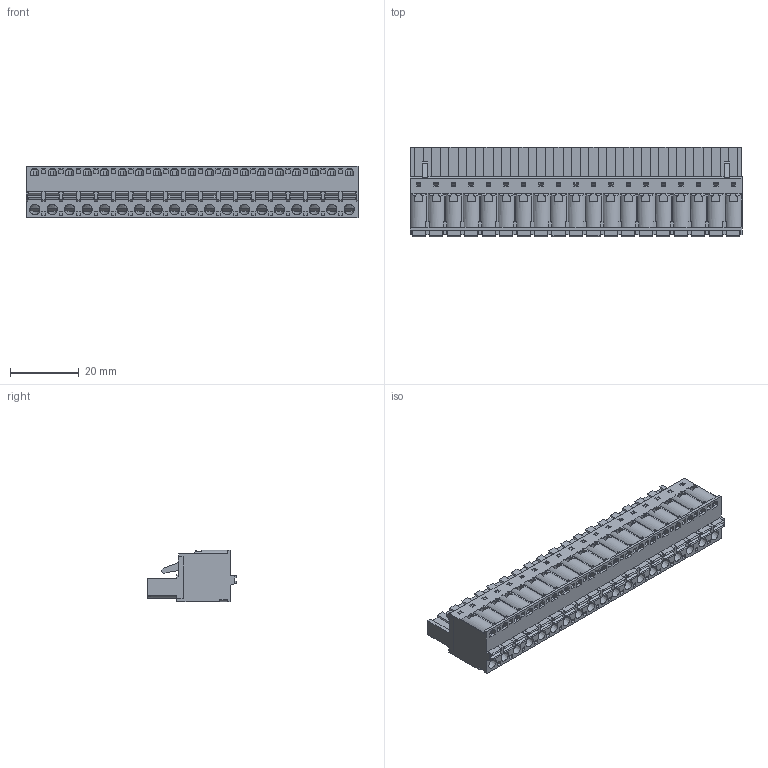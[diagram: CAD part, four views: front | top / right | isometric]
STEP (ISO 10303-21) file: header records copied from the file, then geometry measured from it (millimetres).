
FILE_DESCRIPTION(/* description */ ('Unknown'),/* implementation_level */ '2;1');
FILE_NAME(/* name */ '691353500019',/* time_stamp */ '2022-01-18T15:39:34+01:00',/* author */ ('Unknown'),/* organization */ ('Unknown'),/* preprocessor_version */ 'ST-DEVELOPER v16.7',/* originating_system */ 'Solid Edge',/* authorisation */ 'Unknown');
FILE_SCHEMA (('AUTOMOTIVE_DESIGN {1 0 10303 214 3 1 1}'));
Products named in the file (6): 6913535000xx; 691353500019; 691353500019_BAS; 6913535000xx_LANGUETTE; 6913535000xx_PIN; 6913535000xx_BOUTON
Assembly tree (59 placements, depth 2):
  6913535000xx
    691353500019
    691353500019_BAS
    6913535000xx_LANGUETTE  x19
    6913535000xx_PIN  x19
    6913535000xx_BOUTON  x19
Bounding box: 96.52 x 26.05 x 15 mm (x, y, z)
Volume: 15218 mm3; surface area: 37679.6 mm2
Topology: 59 solids, 59 shells, 5157 faces, 14730 edges, 9599 vertices
Faces by surface type: plane 3990, cylinder 1091, bspline 57, cone 19
Full cylindrical faces by diameter (mm): 1.5 x19, 3 x19
Entity records: 86610 total; most frequent: CARTESIAN_POINT 17599, ORIENTED_EDGE 14832, DIRECTION 13393, EDGE_CURVE 7416, LINE 6491, VECTOR 6491, VERTEX_POINT 4881, AXIS2_PLACEMENT_3D 3451
